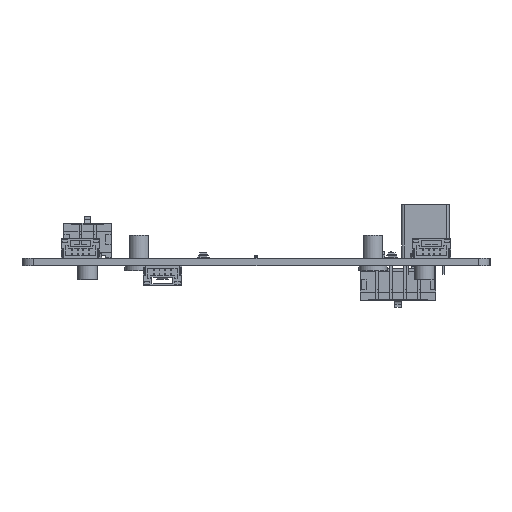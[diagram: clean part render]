
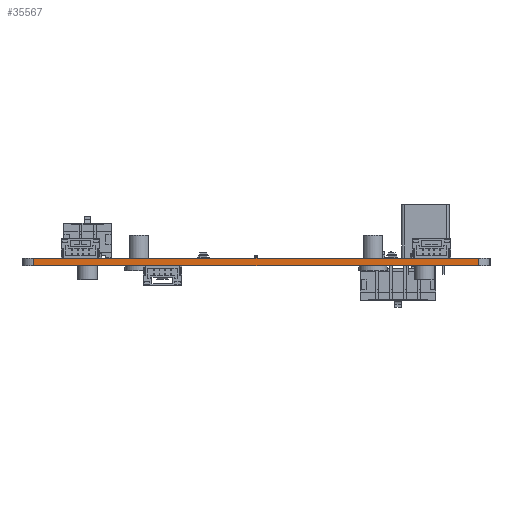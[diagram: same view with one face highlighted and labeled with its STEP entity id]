
A CAD part, left-side view. The second image highlights one B-rep face of the part: STEP entity #35567.
In plain terms, the highlighted planar face has unit normal (-1, 0, 0).
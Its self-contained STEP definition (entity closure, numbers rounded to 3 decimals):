
#30836 = VERTEX_POINT('',#30837);
#30837 = CARTESIAN_POINT('',(-90.,47.5,0.));
#30844 = EDGE_CURVE('',#30845,#30836,#30847,.T.);
#30845 = VERTEX_POINT('',#30846);
#30846 = CARTESIAN_POINT('',(-90.,-47.5,0.));
#30847 = LINE('',#30848,#30849);
#30848 = CARTESIAN_POINT('',(-90.,-47.5,0.));
#30849 = VECTOR('',#30850,1.);
#30850 = DIRECTION('',(0.,1.,0.));
#33188 = VERTEX_POINT('',#33189);
#33189 = CARTESIAN_POINT('',(-90.,47.5,1.51));
#33196 = EDGE_CURVE('',#33197,#33188,#33199,.T.);
#33197 = VERTEX_POINT('',#33198);
#33198 = CARTESIAN_POINT('',(-90.,-47.5,1.51));
#33199 = LINE('',#33200,#33201);
#33200 = CARTESIAN_POINT('',(-90.,-47.5,1.51));
#33201 = VECTOR('',#33202,1.);
#33202 = DIRECTION('',(0.,1.,0.));
#35537 = EDGE_CURVE('',#30836,#33188,#35538,.T.);
#35538 = LINE('',#35539,#35540);
#35539 = CARTESIAN_POINT('',(-90.,47.5,0.));
#35540 = VECTOR('',#35541,1.);
#35541 = DIRECTION('',(0.,0.,1.));
#35567 = ADVANCED_FACE('',(#35568),#35579,.T.);
#35568 = FACE_BOUND('',#35569,.T.);
#35569 = EDGE_LOOP('',(#35570,#35576,#35577,#35578));
#35570 = ORIENTED_EDGE('',*,*,#35571,.T.);
#35571 = EDGE_CURVE('',#30845,#33197,#35572,.T.);
#35572 = LINE('',#35573,#35574);
#35573 = CARTESIAN_POINT('',(-90.,-47.5,0.));
#35574 = VECTOR('',#35575,1.);
#35575 = DIRECTION('',(0.,0.,1.));
#35576 = ORIENTED_EDGE('',*,*,#33196,.T.);
#35577 = ORIENTED_EDGE('',*,*,#35537,.F.);
#35578 = ORIENTED_EDGE('',*,*,#30844,.F.);
#35579 = PLANE('',#35580);
#35580 = AXIS2_PLACEMENT_3D('',#35581,#35582,#35583);
#35581 = CARTESIAN_POINT('',(-90.,-47.5,0.));
#35582 = DIRECTION('',(-1.,0.,0.));
#35583 = DIRECTION('',(0.,1.,0.));
